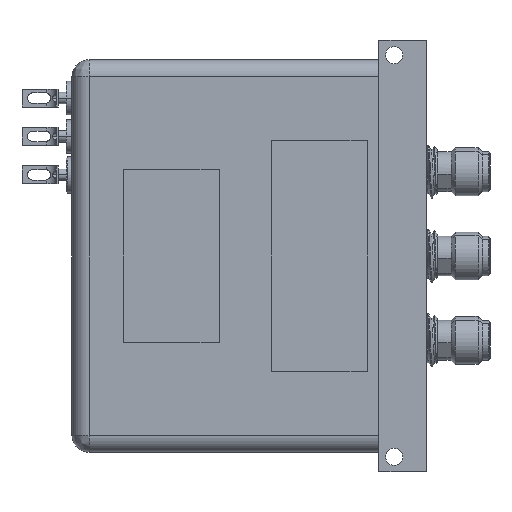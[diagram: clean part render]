
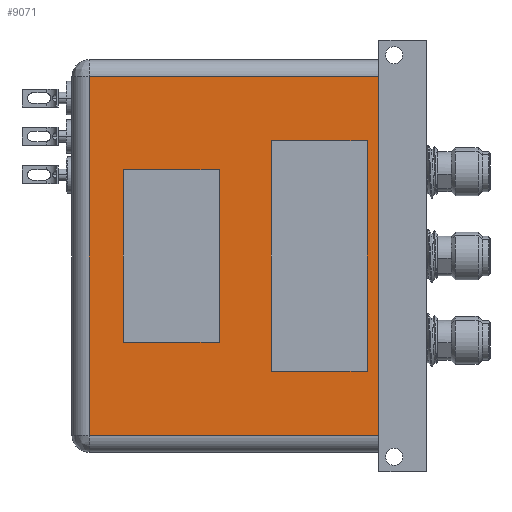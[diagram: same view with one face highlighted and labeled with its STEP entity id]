
A CAD part, left-side view. The second image highlights one B-rep face of the part: STEP entity #9071.
In plain terms, the highlighted face is planar.
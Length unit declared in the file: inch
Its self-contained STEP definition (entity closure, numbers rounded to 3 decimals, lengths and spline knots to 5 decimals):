
#80 = VECTOR ( 'NONE', #1604, 39.37008 ) ;
#116 = CARTESIAN_POINT ( 'NONE',  ( -0.45, 1.78221, 0.2735 ) ) ;
#163 = PLANE ( 'NONE',  #1113 ) ;
#226 = CARTESIAN_POINT ( 'NONE',  ( -0.9335, 0.45, 0.2735 ) ) ;
#236 = ORIENTED_EDGE ( 'NONE', *, *, #2599, .F. ) ;
#373 = EDGE_LOOP ( 'NONE', ( #1614, #236, #3345, #2145 ) ) ;
#392 = DIRECTION ( 'NONE',  ( 0., -1., 0. ) ) ;
#500 = DIRECTION ( 'NONE',  ( -1., 0., 0. ) ) ;
#773 = FACE_BOUND ( 'NONE', #6318, .T. ) ;
#805 = EDGE_LOOP ( 'NONE', ( #5708, #1691, #6341, #2626 ) ) ;
#817 = EDGE_CURVE ( 'NONE', #2475, #1257, #6751, .T. ) ;
#989 = VECTOR ( 'NONE', #7486, 39.37008 ) ;
#1076 = DIRECTION ( 'NONE',  ( 0., -1., 0. ) ) ;
#1080 = CARTESIAN_POINT ( 'NONE',  ( -0.6, 1.01056, 0.2735 ) ) ;
#1086 = EDGE_CURVE ( 'NONE', #1257, #8255, #9144, .T. ) ;
#1113 = AXIS2_PLACEMENT_3D ( 'NONE', #7880, #3032, #2330 ) ;
#1257 = VERTEX_POINT ( 'NONE', #6499 ) ;
#1522 = VERTEX_POINT ( 'NONE', #1988 ) ;
#1604 = DIRECTION ( 'NONE',  ( 0., -1., 0. ) ) ;
#1614 = ORIENTED_EDGE ( 'NONE', *, *, #5573, .F. ) ;
#1661 = LINE ( 'NONE', #1080, #989 ) ;
#1691 = ORIENTED_EDGE ( 'NONE', *, *, #8287, .F. ) ;
#1694 = CARTESIAN_POINT ( 'NONE',  ( 0.6, 0.51056, 0.2735 ) ) ;
#1788 = LINE ( 'NONE', #3068, #8028 ) ;
#1847 = EDGE_CURVE ( 'NONE', #3031, #2677, #8644, .T. ) ;
#1988 = CARTESIAN_POINT ( 'NONE',  ( -0.6, 0.51056, 0.2735 ) ) ;
#2145 = ORIENTED_EDGE ( 'NONE', *, *, #7667, .F. ) ;
#2195 = FACE_OUTER_BOUND ( 'NONE', #373, .T. ) ;
#2330 = DIRECTION ( 'NONE',  ( -1., 0., 0. ) ) ;
#2452 = LINE ( 'NONE', #7481, #7128 ) ;
#2475 = VERTEX_POINT ( 'NONE', #5421 ) ;
#2527 = DIRECTION ( 'NONE',  ( 0., 1., 0. ) ) ;
#2599 = EDGE_CURVE ( 'NONE', #3087, #2716, #4108, .T. ) ;
#2626 = ORIENTED_EDGE ( 'NONE', *, *, #5990, .F. ) ;
#2643 = VECTOR ( 'NONE', #500, 39.37008 ) ;
#2677 = VERTEX_POINT ( 'NONE', #6282 ) ;
#2716 = VERTEX_POINT ( 'NONE', #7442 ) ;
#2923 = VERTEX_POINT ( 'NONE', #6412 ) ;
#3031 = VERTEX_POINT ( 'NONE', #1694 ) ;
#3032 = DIRECTION ( 'NONE',  ( 0., 0., -1. ) ) ;
#3068 = CARTESIAN_POINT ( 'NONE',  ( -0.6, 1.01056, 0.2735 ) ) ;
#3087 = VERTEX_POINT ( 'NONE', #7243 ) ;
#3134 = LINE ( 'NONE', #4022, #6813 ) ;
#3216 = VECTOR ( 'NONE', #6426, 39.37008 ) ;
#3345 = ORIENTED_EDGE ( 'NONE', *, *, #6900, .F. ) ;
#3409 = DIRECTION ( 'NONE',  ( 1., 0., 0. ) ) ;
#4022 = CARTESIAN_POINT ( 'NONE',  ( 0.9335, 2.05, 0.2735 ) ) ;
#4108 = LINE ( 'NONE', #4858, #6765 ) ;
#4541 = VERTEX_POINT ( 'NONE', #6346 ) ;
#4617 = DIRECTION ( 'NONE',  ( 1., 0., 0. ) ) ;
#4782 = CARTESIAN_POINT ( 'NONE',  ( -0.45, 1.78221, 0.2735 ) ) ;
#4858 = CARTESIAN_POINT ( 'NONE',  ( -1.0235, 1.96, 0.2735 ) ) ;
#4927 = DIRECTION ( 'NONE',  ( -1., 0., 0. ) ) ;
#5020 = FACE_BOUND ( 'NONE', #805, .T. ) ;
#5071 = DIRECTION ( 'NONE',  ( 0., 1., 0. ) ) ;
#5098 = VERTEX_POINT ( 'NONE', #226 ) ;
#5275 = EDGE_CURVE ( 'NONE', #4541, #2475, #8455, .T. ) ;
#5365 = CARTESIAN_POINT ( 'NONE',  ( 0.9335, 0.45, 0.2735 ) ) ;
#5421 = CARTESIAN_POINT ( 'NONE',  ( 0.45, 1.28221, 0.2735 ) ) ;
#5573 = EDGE_CURVE ( 'NONE', #2716, #7317, #3134, .T. ) ;
#5708 = ORIENTED_EDGE ( 'NONE', *, *, #6089, .F. ) ;
#5990 = EDGE_CURVE ( 'NONE', #1522, #3031, #2452, .T. ) ;
#6009 = CARTESIAN_POINT ( 'NONE',  ( -0.9335, 2.05, 0.2735 ) ) ;
#6077 = VECTOR ( 'NONE', #8882, 39.37008 ) ;
#6089 = EDGE_CURVE ( 'NONE', #2923, #1522, #1788, .T. ) ;
#6282 = CARTESIAN_POINT ( 'NONE',  ( 0.6, 1.01056, 0.2735 ) ) ;
#6298 = VECTOR ( 'NONE', #5071, 39.37008 ) ;
#6318 = EDGE_LOOP ( 'NONE', ( #6858, #8126, #8315, #9160 ) ) ;
#6341 = ORIENTED_EDGE ( 'NONE', *, *, #1847, .F. ) ;
#6346 = CARTESIAN_POINT ( 'NONE',  ( -0.45, 1.28221, 0.2735 ) ) ;
#6412 = CARTESIAN_POINT ( 'NONE',  ( -0.6, 1.01056, 0.2735 ) ) ;
#6426 = DIRECTION ( 'NONE',  ( 1., 0., 0. ) ) ;
#6499 = CARTESIAN_POINT ( 'NONE',  ( 0.45, 1.78221, 0.2735 ) ) ;
#6574 = VECTOR ( 'NONE', #2527, 39.37008 ) ;
#6677 = LINE ( 'NONE', #8227, #80 ) ;
#6724 = LINE ( 'NONE', #6009, #6077 ) ;
#6751 = LINE ( 'NONE', #6796, #6574 ) ;
#6765 = VECTOR ( 'NONE', #3409, 39.37008 ) ;
#6790 = EDGE_CURVE ( 'NONE', #8255, #4541, #6677, .T. ) ;
#6796 = CARTESIAN_POINT ( 'NONE',  ( 0.45, 1.78221, 0.2735 ) ) ;
#6813 = VECTOR ( 'NONE', #392, 39.37008 ) ;
#6858 = ORIENTED_EDGE ( 'NONE', *, *, #6790, .F. ) ;
#6900 = EDGE_CURVE ( 'NONE', #5098, #3087, #6724, .T. ) ;
#7087 = CARTESIAN_POINT ( 'NONE',  ( -0.45, 1.28221, 0.2735 ) ) ;
#7128 = VECTOR ( 'NONE', #4617, 39.37008 ) ;
#7243 = CARTESIAN_POINT ( 'NONE',  ( -0.9335, 1.96, 0.2735 ) ) ;
#7317 = VERTEX_POINT ( 'NONE', #5365 ) ;
#7442 = CARTESIAN_POINT ( 'NONE',  ( 0.9335, 1.96, 0.2735 ) ) ;
#7481 = CARTESIAN_POINT ( 'NONE',  ( -0.6, 0.51056, 0.2735 ) ) ;
#7486 = DIRECTION ( 'NONE',  ( -1., 0., 0. ) ) ;
#7634 = VECTOR ( 'NONE', #4927, 39.37008 ) ;
#7667 = EDGE_CURVE ( 'NONE', #7317, #5098, #7795, .T. ) ;
#7795 = LINE ( 'NONE', #9112, #2643 ) ;
#7880 = CARTESIAN_POINT ( 'NONE',  ( -1.0235, 2.05, 0.2735 ) ) ;
#8028 = VECTOR ( 'NONE', #1076, 39.37008 ) ;
#8126 = ORIENTED_EDGE ( 'NONE', *, *, #1086, .F. ) ;
#8227 = CARTESIAN_POINT ( 'NONE',  ( -0.45, 1.78221, 0.2735 ) ) ;
#8255 = VERTEX_POINT ( 'NONE', #116 ) ;
#8287 = EDGE_CURVE ( 'NONE', #2677, #2923, #1661, .T. ) ;
#8315 = ORIENTED_EDGE ( 'NONE', *, *, #817, .F. ) ;
#8455 = LINE ( 'NONE', #7087, #3216 ) ;
#8644 = LINE ( 'NONE', #8731, #6298 ) ;
#8731 = CARTESIAN_POINT ( 'NONE',  ( 0.6, 1.01056, 0.2735 ) ) ;
#8882 = DIRECTION ( 'NONE',  ( 0., 1., 0. ) ) ;
#9071 = ADVANCED_FACE ( 'NONE', ( #773, #2195, #5020 ), #163, .F. ) ;
#9112 = CARTESIAN_POINT ( 'NONE',  ( -1.0235, 0.45, 0.2735 ) ) ;
#9144 = LINE ( 'NONE', #4782, #7634 ) ;
#9160 = ORIENTED_EDGE ( 'NONE', *, *, #5275, .F. ) ;
